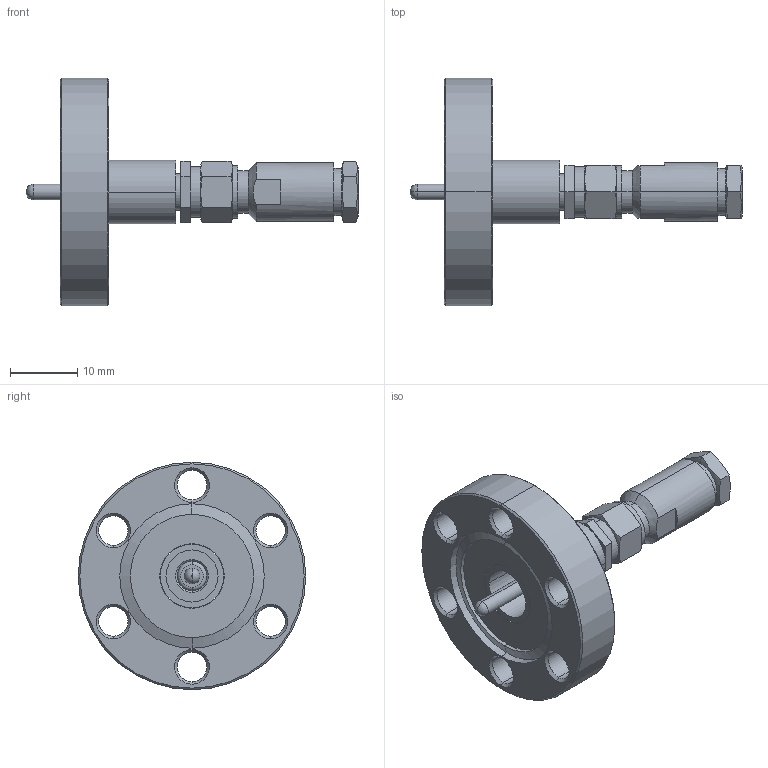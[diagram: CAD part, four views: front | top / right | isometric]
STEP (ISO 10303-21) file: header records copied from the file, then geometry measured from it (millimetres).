
FILE_DESCRIPTION (( 'STEP AP203' ), '1' );
FILE_NAME ('0256301B.STEP', '2009-08-12T17:54:28', ( 'MIS' ), ( 'ISI INSULATORSEAL' ), 'SwSTEP 2.0', 'SolidWorks 2008', '' );
FILE_SCHEMA (( 'CONFIG_CONTROL_DESIGN' ));
Length unit declared in the file: inch
Products named in the file (10): 0845001C; 0083401A; 0350206B; 0256301B; 0080901P; F133038; 1016101B; 0083501A; 0263601P; 0083301C
Assembly tree (9 placements, depth 4):
  0256301B
    F133038
    0080901P
      0083301C
      0845001C
        0083501A
        0083401A
      0350206B
      1016101B
      0263601P
Bounding box: 49.28 x 33.78 x 33.78 mm (x, y, z)
Volume: 6504.4 mm3; surface area: 6199.4 mm2
Topology: 7 solids, 7 shells, 239 faces, 543 edges, 335 vertices
Faces by surface type: cylinder 110, plane 63, cone 52, torus 12, bspline 2
Entity records: 8737 total; most frequent: CARTESIAN_POINT 2271, DIRECTION 1203, ORIENTED_EDGE 1082, EDGE_CURVE 541, AXIS2_PLACEMENT_3D 494, VERTEX_POINT 335, EDGE_LOOP 280, CIRCLE 243
